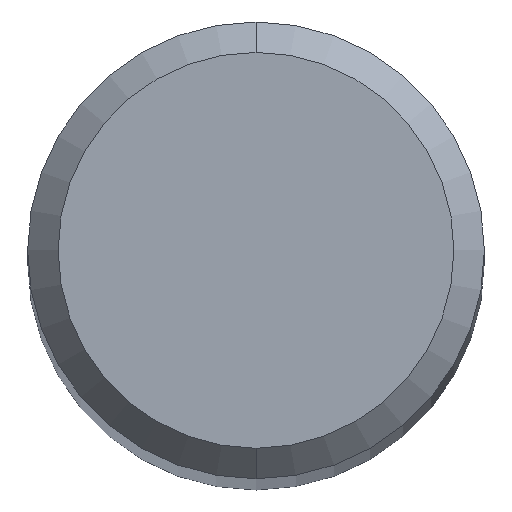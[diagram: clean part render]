
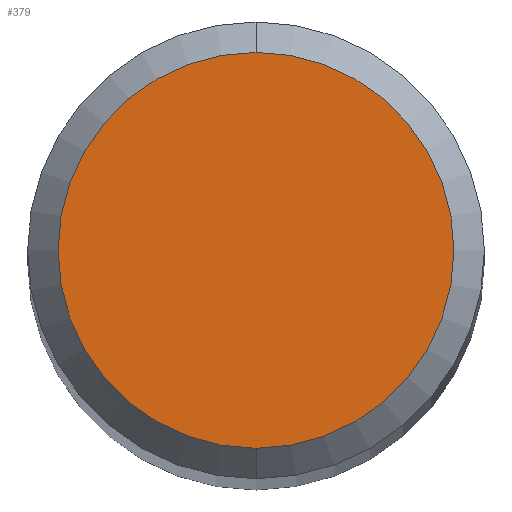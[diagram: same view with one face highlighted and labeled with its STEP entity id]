
A CAD part, top view. The second image highlights one B-rep face of the part: STEP entity #379.
In plain terms, the highlighted planar face has unit normal (0, 0, 1).
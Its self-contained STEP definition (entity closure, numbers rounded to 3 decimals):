
#323=EDGE_CURVE('',#743,#823,#877,.T.);
#379=ADVANCED_FACE('',(#938),#939,.T.);
#505=EDGE_CURVE('',#823,#743,#1079,.T.);
#743=VERTEX_POINT('',#1336);
#823=VERTEX_POINT('',#1422);
#877=CIRCLE('',#1486,2.6);
#938=FACE_OUTER_BOUND('',#1641,.T.);
#939=PLANE('',#1642);
#1079=CIRCLE('',#2470,2.6);
#1336=CARTESIAN_POINT('',(0.,-2.6,0.0));
#1422=CARTESIAN_POINT('',(0.0,2.6,0.0));
#1486=AXIS2_PLACEMENT_3D('',#4294,#4295,#4296);
#1641=EDGE_LOOP('',(#4402,#4403));
#1642=AXIS2_PLACEMENT_3D('',#4404,#4405,#4406);
#2470=AXIS2_PLACEMENT_3D('',#4589,#4590,#4591);
#4294=CARTESIAN_POINT('',(0.0,0.0,0.0));
#4295=DIRECTION('',(0.0,0.0,-1.0));
#4296=DIRECTION('',(0.0,1.0,0.0));
#4402=ORIENTED_EDGE('',*,*,#505,.F.);
#4403=ORIENTED_EDGE('',*,*,#323,.F.);
#4404=CARTESIAN_POINT('',(0.0,1.3,0.0));
#4405=DIRECTION('',(-0.0,0.0,1.0));
#4406=DIRECTION('',(0.0,-1.0,0.0));
#4589=CARTESIAN_POINT('',(0.0,0.0,0.0));
#4590=DIRECTION('',(0.0,0.0,-1.0));
#4591=DIRECTION('',(0.0,1.0,0.0));
